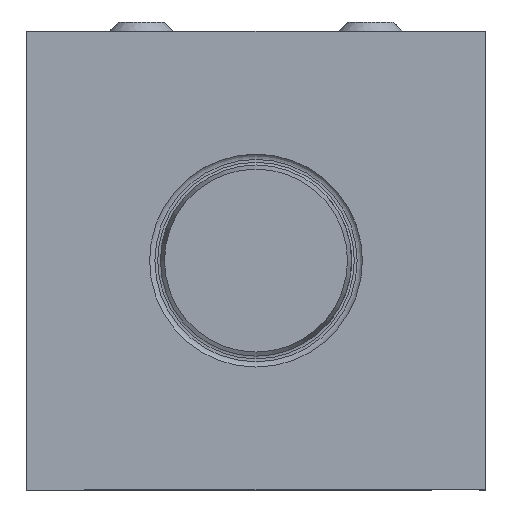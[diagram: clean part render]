
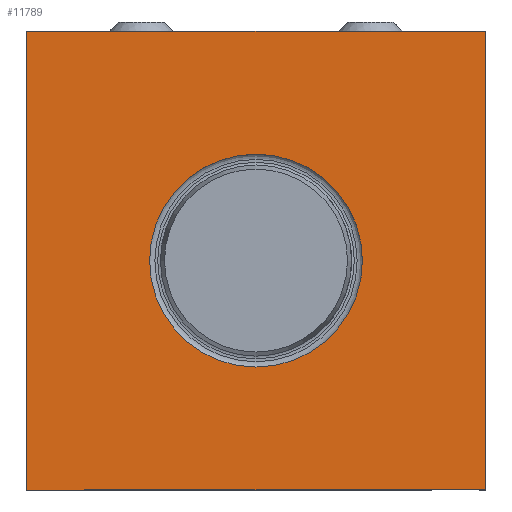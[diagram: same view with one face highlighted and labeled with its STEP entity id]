
A CAD part, front view. The second image highlights one B-rep face of the part: STEP entity #11789.
In plain terms, the highlighted planar face has unit normal (0, -1, 0).
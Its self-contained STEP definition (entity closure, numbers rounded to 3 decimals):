
#97 = ORIENTED_EDGE ( 'NONE', *, *, #10325, .F. ) ;
#384 = VECTOR ( 'NONE', #10920, 1000. ) ;
#635 = EDGE_LOOP ( 'NONE', ( #11901, #11880, #8713, #1908 ) ) ;
#1085 = VERTEX_POINT ( 'NONE', #3098 ) ;
#1908 = ORIENTED_EDGE ( 'NONE', *, *, #11449, .T. ) ;
#2437 = VECTOR ( 'NONE', #9862, 1000. ) ;
#2813 = PLANE ( 'NONE',  #3180 ) ;
#2972 = DIRECTION ( 'NONE',  ( 0., -1., 0. ) ) ;
#3098 = CARTESIAN_POINT ( 'NONE',  ( -30., 0., -30. ) ) ;
#3180 = AXIS2_PLACEMENT_3D ( 'NONE', #9825, #9580, #4000 ) ;
#3206 = CARTESIAN_POINT ( 'NONE',  ( 30., 0., 0. ) ) ;
#3492 = VERTEX_POINT ( 'NONE', #8388 ) ;
#3626 = VECTOR ( 'NONE', #3680, 1000. ) ;
#3680 = DIRECTION ( 'NONE',  ( 0., 0., -1. ) ) ;
#3811 = FACE_OUTER_BOUND ( 'NONE', #635, .T. ) ;
#4000 = DIRECTION ( 'NONE',  ( 1., 0., 0. ) ) ;
#4266 = EDGE_LOOP ( 'NONE', ( #97 ) ) ;
#4680 = EDGE_CURVE ( 'NONE', #7893, #7994, #8438, .T. ) ;
#4761 = DIRECTION ( 'NONE',  ( 1., 0., 0. ) ) ;
#4819 = CIRCLE ( 'NONE', #11893, 13.919 ) ;
#5298 = EDGE_CURVE ( 'NONE', #7994, #1085, #11026, .T. ) ;
#5505 = VERTEX_POINT ( 'NONE', #5782 ) ;
#5782 = CARTESIAN_POINT ( 'NONE',  ( 30., 0., -30. ) ) ;
#6254 = LINE ( 'NONE', #10876, #2437 ) ;
#6268 = DIRECTION ( 'NONE',  ( -1., 0., 0. ) ) ;
#6532 = CARTESIAN_POINT ( 'NONE',  ( -14.05, 0., 30. ) ) ;
#7523 = EDGE_CURVE ( 'NONE', #5505, #7893, #11756, .T. ) ;
#7756 = FACE_BOUND ( 'NONE', #4266, .T. ) ;
#7893 = VERTEX_POINT ( 'NONE', #10158 ) ;
#7994 = VERTEX_POINT ( 'NONE', #9523 ) ;
#8388 = CARTESIAN_POINT ( 'NONE',  ( 13.919, 0., 0. ) ) ;
#8438 = LINE ( 'NONE', #6532, #12522 ) ;
#8713 = ORIENTED_EDGE ( 'NONE', *, *, #5298, .T. ) ;
#8749 = CARTESIAN_POINT ( 'NONE',  ( 0., 0., 0. ) ) ;
#9523 = CARTESIAN_POINT ( 'NONE',  ( -30., 0., 30. ) ) ;
#9580 = DIRECTION ( 'NONE',  ( 0., -1., 0. ) ) ;
#9825 = CARTESIAN_POINT ( 'NONE',  ( -14.05, 0., 0. ) ) ;
#9862 = DIRECTION ( 'NONE',  ( 1., 0., 0. ) ) ;
#10158 = CARTESIAN_POINT ( 'NONE',  ( 30., 0., 30. ) ) ;
#10325 = EDGE_CURVE ( 'NONE', #3492, #3492, #4819, .T. ) ;
#10876 = CARTESIAN_POINT ( 'NONE',  ( -14.05, 0., -30. ) ) ;
#10920 = DIRECTION ( 'NONE',  ( 0., 0., 1. ) ) ;
#11026 = LINE ( 'NONE', #12436, #3626 ) ;
#11449 = EDGE_CURVE ( 'NONE', #1085, #5505, #6254, .T. ) ;
#11756 = LINE ( 'NONE', #3206, #384 ) ;
#11789 = ADVANCED_FACE ( 'Defeature completata1_1', ( #3811, #7756 ), #2813, .T. ) ;
#11880 = ORIENTED_EDGE ( 'NONE', *, *, #4680, .T. ) ;
#11893 = AXIS2_PLACEMENT_3D ( 'NONE', #8749, #2972, #4761 ) ;
#11901 = ORIENTED_EDGE ( 'NONE', *, *, #7523, .T. ) ;
#12436 = CARTESIAN_POINT ( 'NONE',  ( -30., 0., 0. ) ) ;
#12522 = VECTOR ( 'NONE', #6268, 1000. ) ;
